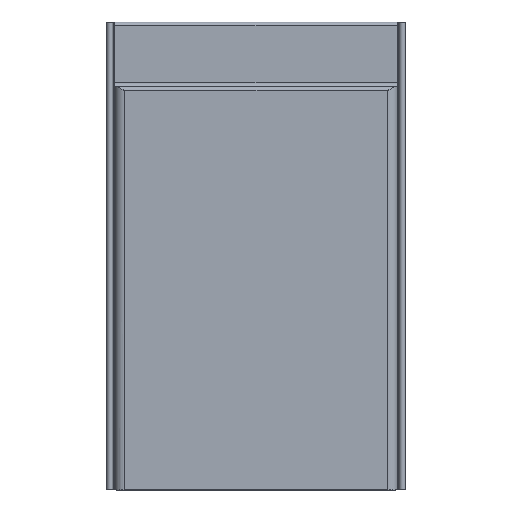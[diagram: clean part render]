
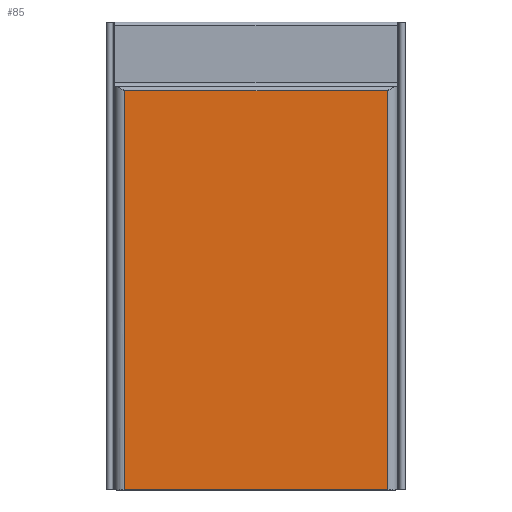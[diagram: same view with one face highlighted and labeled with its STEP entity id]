
A CAD part, top view. The second image highlights one B-rep face of the part: STEP entity #85.
In plain terms, the highlighted planar face has unit normal (0, 0, 1).
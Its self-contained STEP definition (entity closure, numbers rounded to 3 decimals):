
#14 = EDGE_LOOP ( 'NONE', ( #239, #694, #559, #885 ) ) ;
#30 = DIRECTION ( 'NONE',  ( 0., 0., -1. ) ) ;
#48 = DIRECTION ( 'NONE',  ( -1., 0., 0. ) ) ;
#74 = VECTOR ( 'NONE', #608, 1000. ) ;
#85 = ADVANCED_FACE ( 'NONE', ( #186 ), #172, .F. ) ;
#108 = CARTESIAN_POINT ( 'NONE',  ( 13.2, -23.5, 3. ) ) ;
#165 = CARTESIAN_POINT ( 'NONE',  ( 13.2, 16.6, 3. ) ) ;
#167 = DIRECTION ( 'NONE',  ( -1., 0., 0. ) ) ;
#172 = PLANE ( 'NONE',  #861 ) ;
#185 = EDGE_CURVE ( 'NONE', #834, #896, #405, .T. ) ;
#186 = FACE_OUTER_BOUND ( 'NONE', #14, .T. ) ;
#234 = DIRECTION ( 'NONE',  ( 0., -1., 0. ) ) ;
#239 = ORIENTED_EDGE ( 'NONE', *, *, #185, .F. ) ;
#283 = EDGE_CURVE ( 'NONE', #900, #289, #659, .T. ) ;
#289 = VERTEX_POINT ( 'NONE', #810 ) ;
#324 = LINE ( 'NONE', #619, #677 ) ;
#382 = CARTESIAN_POINT ( 'NONE',  ( -13.2, 16.6, 3. ) ) ;
#405 = LINE ( 'NONE', #658, #721 ) ;
#420 = EDGE_CURVE ( 'NONE', #834, #900, #324, .T. ) ;
#508 = CARTESIAN_POINT ( 'NONE',  ( -13.2, -23.5, 3. ) ) ;
#559 = ORIENTED_EDGE ( 'NONE', *, *, #283, .T. ) ;
#608 = DIRECTION ( 'NONE',  ( 0., -1., 0. ) ) ;
#619 = CARTESIAN_POINT ( 'NONE',  ( 15.001, 16.6, 3. ) ) ;
#658 = CARTESIAN_POINT ( 'NONE',  ( 13.2, 23.5, 3. ) ) ;
#659 = LINE ( 'NONE', #879, #74 ) ;
#677 = VECTOR ( 'NONE', #48, 1000. ) ;
#679 = EDGE_CURVE ( 'NONE', #289, #896, #800, .T. ) ;
#694 = ORIENTED_EDGE ( 'NONE', *, *, #420, .T. ) ;
#701 = DIRECTION ( 'NONE',  ( 1., 0., 0. ) ) ;
#721 = VECTOR ( 'NONE', #234, 1000. ) ;
#800 = LINE ( 'NONE', #508, #811 ) ;
#810 = CARTESIAN_POINT ( 'NONE',  ( -13.2, -23.5, 3. ) ) ;
#811 = VECTOR ( 'NONE', #701, 1000. ) ;
#834 = VERTEX_POINT ( 'NONE', #165 ) ;
#861 = AXIS2_PLACEMENT_3D ( 'NONE', #867, #30, #167 ) ;
#867 = CARTESIAN_POINT ( 'NONE',  ( -13.2, 23.5, 3. ) ) ;
#879 = CARTESIAN_POINT ( 'NONE',  ( -13.2, 23.5, 3. ) ) ;
#885 = ORIENTED_EDGE ( 'NONE', *, *, #679, .T. ) ;
#896 = VERTEX_POINT ( 'NONE', #108 ) ;
#900 = VERTEX_POINT ( 'NONE', #382 ) ;
